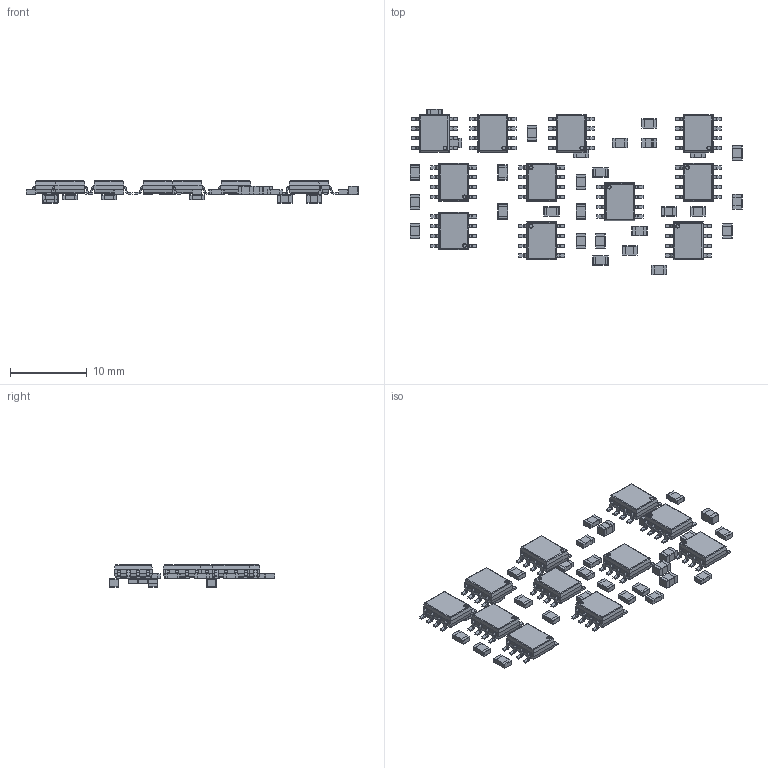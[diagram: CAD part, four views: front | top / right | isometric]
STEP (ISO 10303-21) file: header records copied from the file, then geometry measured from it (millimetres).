
FILE_DESCRIPTION(('for SolidWorks'),'2;1');
FILE_NAME('scenariow.step', '2020-11-03T10:15:10',('yolan'),(''),'Open CASCADE STEP processor 6.6' ,'DipTrace','Unknown');
FILE_SCHEMA(('AUTOMOTIVE_DESIGN { 1 0 10303 214 1 1 1 1 }'));
Length unit declared in the file: millimetre
Products named in the file (5): PCB_scenariow; CAP_0805_M; DIO_0805_M; RES_0805_M; TL071ACDT
Assembly tree (42 placements, depth 2):
  PCB_scenariow
    CAP_0805_M  x5
    DIO_0805_M  x2
    RES_0805_M  x24
    TL071ACDT  x11
Bounding box: 43.16 x 21.57 x 2.92 mm (x, y, z)
Volume: 406 mm3; surface area: 1299.5 mm2
Topology: 205 solids, 205 shells, 2978 faces, 6988 edges, 4183 vertices
Faces by surface type: plane 1637, cylinder 1082, sphere 248, torus 11
Full cylindrical faces by diameter (mm): 0.42 x22
Entity records: 8326 total; most frequent: DIRECTION 1492, CARTESIAN_POINT 1364, ORIENTED_EDGE 1280, EDGE_CURVE 640, AXIS2_PLACEMENT_3D 525, LINE 442, VECTOR 442, VERTEX_POINT 397
